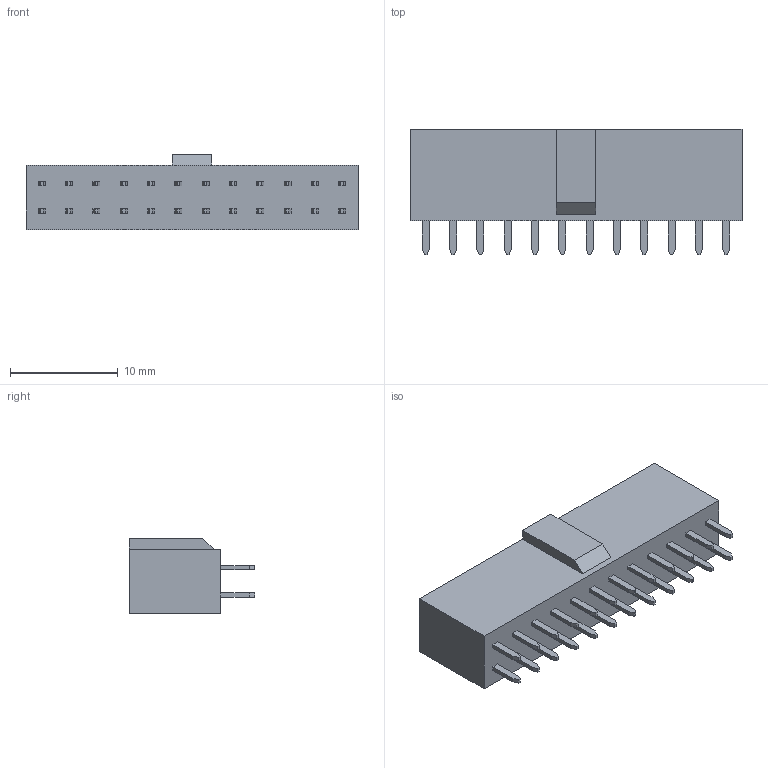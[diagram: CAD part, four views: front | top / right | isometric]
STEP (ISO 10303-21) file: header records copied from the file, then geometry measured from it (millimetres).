
FILE_DESCRIPTION( ('This file contains a STEP AP42 implementation' ,'as created by ZW3D STEP Interface translator.') ,'2;1' );
FILE_NAME( '2185-2XXSXXCYNX3.stp' ,'23 5 4.103941', (''), ('ZWCAD Software Co.'), 'Version 1.0', 'ZW3D to STEP translator', '' );
FILE_SCHEMA(('AUTOMOTIVE_DESIGN { 1 0 10303 214 1 1 1 1 }'));
Length unit declared in the file: millimetre
Products named in the file (2): 0; 2185-220SXXCYNX4
Bounding box: 30.88 x 11.65 x 7 mm (x, y, z)
Volume: 1452.4 mm3; surface area: 2878.9 mm2
Topology: 1 solids, 1 shells, 1618 faces, 4732 edges, 3092 vertices
Faces by surface type: plane 1402, cylinder 120, bspline 96
Entity records: 69840 total; most frequent: CARTESIAN_POINT 33717, ORIENTED_EDGE 9464, EDGE_CURVE 4732, B_SPLINE_CURVE_WITH_KNOTS 4154, DIRECTION 3624, VERTEX_POINT 3092, EDGE_LOOP 1786, FACE_OUTER_BOUND 1618
